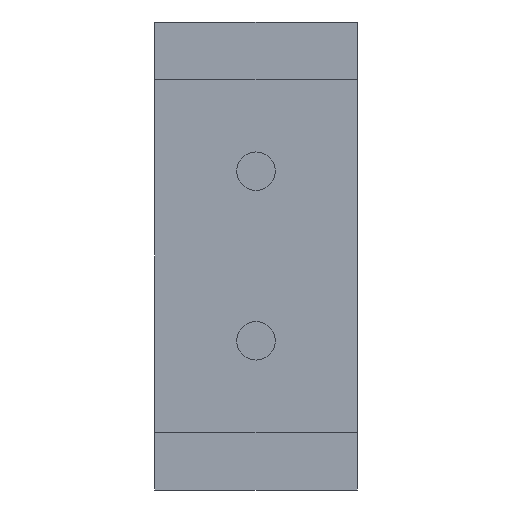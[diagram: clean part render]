
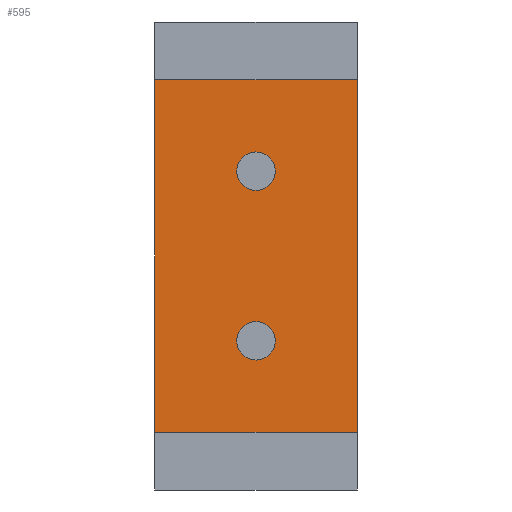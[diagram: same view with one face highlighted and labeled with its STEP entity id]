
A CAD part, front view. The second image highlights one B-rep face of the part: STEP entity #595.
In plain terms, the highlighted planar face has unit normal (0, -1, 0).
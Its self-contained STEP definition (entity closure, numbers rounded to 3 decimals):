
#14=FACE_BOUND('',#124,.T.);
#15=FACE_BOUND('',#125,.T.);
#63=PLANE('',#649);
#93=FACE_OUTER_BOUND('',#123,.T.);
#123=EDGE_LOOP('',(#547,#548,#549,#550));
#124=EDGE_LOOP('',(#551));
#125=EDGE_LOOP('',(#552));
#150=LINE('',#856,#224);
#160=LINE('',#876,#234);
#194=LINE('',#945,#268);
#199=LINE('',#952,#273);
#224=VECTOR('',#706,10.);
#234=VECTOR('',#720,10.);
#268=VECTOR('',#780,10.);
#273=VECTOR('',#789,10.);
#275=CIRCLE('',#618,2.5);
#277=CIRCLE('',#622,2.5);
#279=VERTEX_POINT('',#797);
#281=VERTEX_POINT('',#804);
#299=VERTEX_POINT('',#853);
#300=VERTEX_POINT('',#855);
#307=VERTEX_POINT('',#873);
#308=VERTEX_POINT('',#875);
#331=EDGE_CURVE('',#279,#279,#275,.T.);
#334=EDGE_CURVE('',#281,#281,#277,.T.);
#358=EDGE_CURVE('',#300,#299,#150,.T.);
#368=EDGE_CURVE('',#308,#307,#160,.T.);
#402=EDGE_CURVE('',#299,#308,#194,.T.);
#407=EDGE_CURVE('',#307,#300,#199,.T.);
#547=ORIENTED_EDGE('',*,*,#358,.T.);
#548=ORIENTED_EDGE('',*,*,#402,.T.);
#549=ORIENTED_EDGE('',*,*,#368,.T.);
#550=ORIENTED_EDGE('',*,*,#407,.T.);
#551=ORIENTED_EDGE('',*,*,#331,.T.);
#552=ORIENTED_EDGE('',*,*,#334,.T.);
#595=ADVANCED_FACE('',(#93,#14,#15),#63,.F.);
#618=AXIS2_PLACEMENT_3D('',#798,#655,#656);
#622=AXIS2_PLACEMENT_3D('',#805,#664,#665);
#649=AXIS2_PLACEMENT_3D('',#954,#791,#792);
#655=DIRECTION('center_axis',(0.,1.,0.));
#656=DIRECTION('ref_axis',(-1.,0.,0.));
#664=DIRECTION('center_axis',(0.,1.,0.));
#665=DIRECTION('ref_axis',(-1.,0.,0.));
#706=DIRECTION('',(-1.,0.,0.));
#720=DIRECTION('',(1.,0.,0.));
#780=DIRECTION('',(0.,0.,-1.));
#789=DIRECTION('',(0.,0.,1.));
#791=DIRECTION('center_axis',(0.,1.,0.));
#792=DIRECTION('ref_axis',(0.,0.,1.));
#797=CARTESIAN_POINT('',(2.5,0.,11.));
#798=CARTESIAN_POINT('Origin',(0.,0.,11.));
#804=CARTESIAN_POINT('',(2.5,0.,-11.));
#805=CARTESIAN_POINT('Origin',(0.,0.,-11.));
#853=CARTESIAN_POINT('',(-13.15,0.,22.85));
#855=CARTESIAN_POINT('',(13.15,0.,22.85));
#856=CARTESIAN_POINT('',(13.15,0.,22.85));
#873=CARTESIAN_POINT('',(13.15,0.,-22.85));
#875=CARTESIAN_POINT('',(-13.15,0.,-22.85));
#876=CARTESIAN_POINT('',(-13.15,0.,-22.85));
#945=CARTESIAN_POINT('',(-13.15,0.,22.85));
#952=CARTESIAN_POINT('',(13.15,0.,-22.85));
#954=CARTESIAN_POINT('Origin',(0.,0.,0.));
